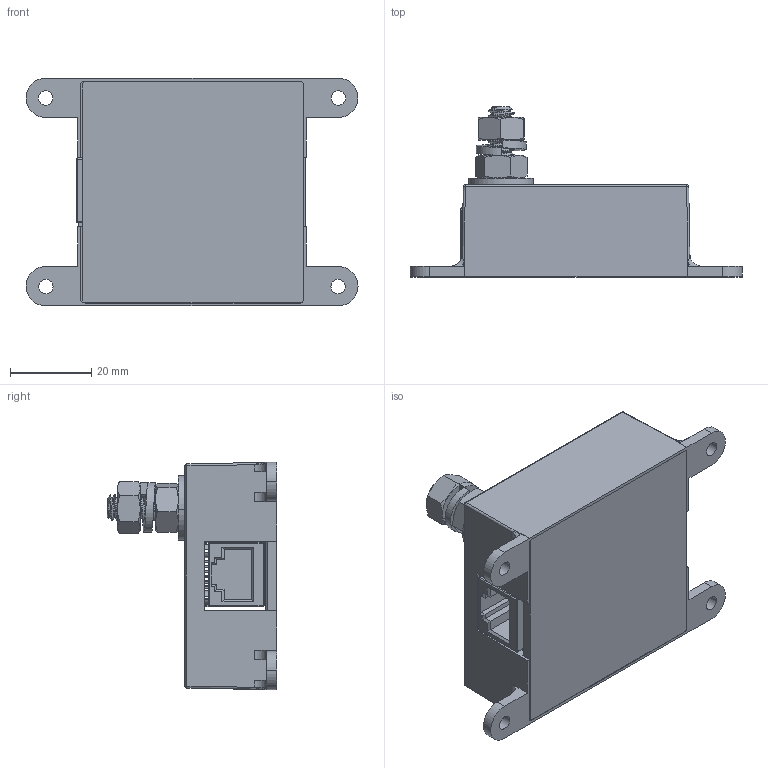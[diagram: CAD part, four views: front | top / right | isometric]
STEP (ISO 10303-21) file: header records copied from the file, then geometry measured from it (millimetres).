
FILE_DESCRIPTION (( 'STEP AP214' ), '1' );
FILE_NAME ('1101-994-E.STEP', '2019-01-24T22:49:32', ( '' ), ( '' ), 'SwSTEP 2.0', 'SolidWorks 2018', '' );
FILE_SCHEMA (( 'AUTOMOTIVE_DESIGN' ));
Length unit declared in the file: inch
Products named in the file (26): 2103-257_2103-257; 2103-025; 1101-994-E; 2021-305; 2103-028; 2001-049; 2250-940; 2103-030_Uncompressed; 2103-257; 102-400-024_92941A542; 102-400-024; 2003-2541; 2500-355; 2100-012; 2103-030
Assembly tree (18 placements, depth 3):
  1101-994-E
    2001-049
    2021-305
    2250-940
      2500-355
      2500-355
    2100-012  x2
    2103-030_Uncompressed
    2103-028
    2103-025
    102-400-024_92941A542
    2003-2541
    2103-257_2103-257
  2001-049
  1101-994-E
    2103-030
    2100-012
    102-400-024
    2100-012
    2103-025
  2103-257
  2021-305
Bounding box: 81.53 x 41.74 x 55.88 mm (x, y, z)
Volume: 32211.6 mm3; surface area: 34354.9 mm2
Topology: 16 solids, 16 shells, 1121 faces, 2935 edges, 1906 vertices
Faces by surface type: plane 670, cylinder 235, bspline 162, cone 42, sphere 12
Entity records: 49966 total; most frequent: CARTESIAN_POINT 17844, ORIENTED_EDGE 5610, DIRECTION 4280, EDGE_CURVE 2805, VECTOR 1934, LINE 1934, VERTEX_POINT 1825, AXIS2_PLACEMENT_3D 1173
